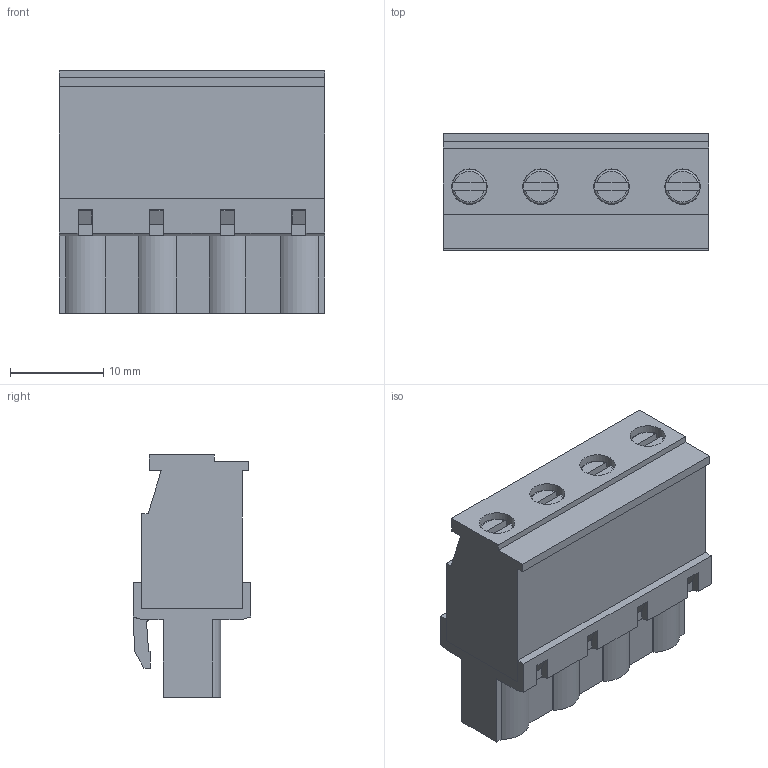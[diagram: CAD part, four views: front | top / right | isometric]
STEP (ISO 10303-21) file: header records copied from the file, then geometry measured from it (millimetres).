
FILE_DESCRIPTION( ( 'Unknown' ), '1' );
FILE_NAME( '691352410004.stp', 'Unknown', ( 'Quentin LAIDEBEUR' ), ( 'WE' ), 'PSStep 15.0.49', 'Sample-box', ' ' );
FILE_SCHEMA( ( 'AUTOMOTIVE_DESIGN { 1 0 10303 214 1 1 1 1 }' ) );
Length unit declared in the file: millimetre
Products named in the file (6): Assem1; 691344410004_plastic top; vis cage; Spring; cage; 691352410004_plastic bottom
Assembly tree (14 placements, depth 2):
  Assem1
    691344410004_plastic top
    vis cage  x4
    Spring  x4
    cage  x4
    691352410004_plastic bottom
Bounding box: 28.46 x 12.6 x 26 mm (x, y, z)
Volume: 4309.8 mm3; surface area: 9079.2 mm2
Topology: 14 solids, 14 shells, 731 faces, 1986 edges, 1294 vertices
Faces by surface type: plane 601, cylinder 110, torus 12, cone 8
Full cylindrical faces by diameter (mm): 1.5 x4, 2.459 x4, 2.6 x4, 3 x8, 3.7 x4, 3.8 x4
Entity records: 19800 total; most frequent: CARTESIAN_POINT 2797, ORIENTED_EDGE 2716, DIRECTION 2500, EDGE_CURVE 1358, LINE 1238, VECTOR 1238, VERTEX_POINT 904, AXIS2_PLACEMENT_3D 631
